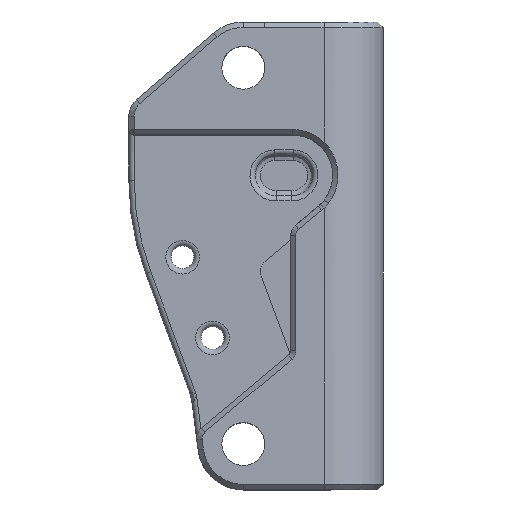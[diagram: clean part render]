
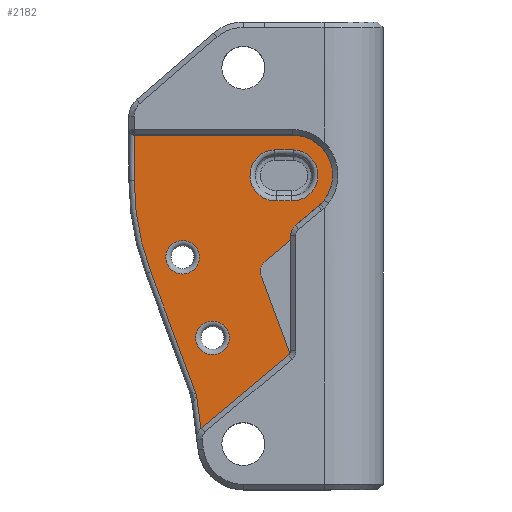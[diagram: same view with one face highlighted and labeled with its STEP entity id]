
A CAD part, top view. The second image highlights one B-rep face of the part: STEP entity #2182.
In plain terms, the highlighted planar face has unit normal (0, 0, 1).
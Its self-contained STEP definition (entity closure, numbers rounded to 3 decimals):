
#41=FACE_BOUND('',#290,.T.);
#42=FACE_BOUND('',#291,.T.);
#43=FACE_BOUND('',#292,.T.);
#57=PLANE('',#2347);
#156=FACE_OUTER_BOUND('',#289,.T.);
#289=EDGE_LOOP('',(#1558,#1559,#1560,#1561,#1562,#1563,#1564,#1565,#1566,
#1567,#1568,#1569,#1570,#1571,#1572,#1573));
#290=EDGE_LOOP('',(#1574));
#291=EDGE_LOOP('',(#1575,#1576,#1577,#1578));
#292=EDGE_LOOP('',(#1579));
#417=CIRCLE('',#2348,1.);
#418=CIRCLE('',#2349,0.4);
#419=CIRCLE('',#2350,1.);
#420=CIRCLE('',#2351,1.);
#421=CIRCLE('',#2352,3.);
#422=CIRCLE('',#2353,19.6);
#423=CIRCLE('',#2354,1.25);
#424=CIRCLE('',#2355,13.95);
#425=CIRCLE('',#2356,1.9);
#426=CIRCLE('',#2357,10.15);
#427=CIRCLE('',#2358,1.9);
#428=CIRCLE('',#2359,1.25);
#599=LINE('',#4358,#757);
#600=LINE('',#4363,#758);
#607=LINE('',#4388,#765);
#608=LINE('',#4393,#766);
#609=LINE('',#4397,#767);
#610=LINE('',#4401,#768);
#611=LINE('',#4403,#769);
#612=LINE('',#4407,#770);
#613=LINE('',#4411,#771);
#614=LINE('',#4413,#772);
#757=VECTOR('',#2630,10.);
#758=VECTOR('',#2637,10.);
#765=VECTOR('',#2652,10.);
#766=VECTOR('',#2657,10.);
#767=VECTOR('',#2660,10.);
#768=VECTOR('',#2663,10.);
#769=VECTOR('',#2664,10.);
#770=VECTOR('',#2667,10.);
#771=VECTOR('',#2670,10.);
#772=VECTOR('',#2671,10.);
#956=VERTEX_POINT('',#4321);
#959=VERTEX_POINT('',#4357);
#960=VERTEX_POINT('',#4361);
#966=VERTEX_POINT('',#4379);
#967=VERTEX_POINT('',#4390);
#968=VERTEX_POINT('',#4392);
#969=VERTEX_POINT('',#4394);
#970=VERTEX_POINT('',#4396);
#971=VERTEX_POINT('',#4398);
#972=VERTEX_POINT('',#4400);
#973=VERTEX_POINT('',#4402);
#974=VERTEX_POINT('',#4404);
#975=VERTEX_POINT('',#4406);
#976=VERTEX_POINT('',#4408);
#977=VERTEX_POINT('',#4410);
#978=VERTEX_POINT('',#4412);
#979=VERTEX_POINT('',#4415);
#980=VERTEX_POINT('',#4417);
#981=VERTEX_POINT('',#4418);
#982=VERTEX_POINT('',#4420);
#983=VERTEX_POINT('',#4422);
#984=VERTEX_POINT('',#4425);
#1183=EDGE_CURVE('',#959,#956,#599,.T.);
#1186=EDGE_CURVE('',#960,#956,#600,.T.);
#1195=EDGE_CURVE('',#966,#960,#607,.T.);
#1196=EDGE_CURVE('',#967,#966,#417,.F.);
#1197=EDGE_CURVE('',#968,#967,#608,.T.);
#1198=EDGE_CURVE('',#968,#969,#418,.T.);
#1199=EDGE_CURVE('',#969,#970,#609,.T.);
#1200=EDGE_CURVE('',#971,#970,#419,.F.);
#1201=EDGE_CURVE('',#972,#971,#610,.T.);
#1202=EDGE_CURVE('',#972,#973,#611,.T.);
#1203=EDGE_CURVE('',#974,#973,#420,.F.);
#1204=EDGE_CURVE('',#975,#974,#612,.T.);
#1205=EDGE_CURVE('',#975,#976,#421,.T.);
#1206=EDGE_CURVE('',#976,#977,#613,.T.);
#1207=EDGE_CURVE('',#978,#977,#614,.T.);
#1208=EDGE_CURVE('',#959,#978,#422,.T.);
#1209=EDGE_CURVE('',#979,#979,#423,.T.);
#1210=EDGE_CURVE('',#980,#981,#424,.T.);
#1211=EDGE_CURVE('',#982,#980,#425,.T.);
#1212=EDGE_CURVE('',#983,#982,#426,.T.);
#1213=EDGE_CURVE('',#981,#983,#427,.T.);
#1214=EDGE_CURVE('',#984,#984,#428,.T.);
#1558=ORIENTED_EDGE('',*,*,#1183,.T.);
#1559=ORIENTED_EDGE('',*,*,#1186,.F.);
#1560=ORIENTED_EDGE('',*,*,#1195,.F.);
#1561=ORIENTED_EDGE('',*,*,#1196,.F.);
#1562=ORIENTED_EDGE('',*,*,#1197,.F.);
#1563=ORIENTED_EDGE('',*,*,#1198,.T.);
#1564=ORIENTED_EDGE('',*,*,#1199,.T.);
#1565=ORIENTED_EDGE('',*,*,#1200,.F.);
#1566=ORIENTED_EDGE('',*,*,#1201,.F.);
#1567=ORIENTED_EDGE('',*,*,#1202,.T.);
#1568=ORIENTED_EDGE('',*,*,#1203,.F.);
#1569=ORIENTED_EDGE('',*,*,#1204,.F.);
#1570=ORIENTED_EDGE('',*,*,#1205,.T.);
#1571=ORIENTED_EDGE('',*,*,#1206,.T.);
#1572=ORIENTED_EDGE('',*,*,#1207,.F.);
#1573=ORIENTED_EDGE('',*,*,#1208,.F.);
#1574=ORIENTED_EDGE('',*,*,#1209,.F.);
#1575=ORIENTED_EDGE('',*,*,#1210,.F.);
#1576=ORIENTED_EDGE('',*,*,#1211,.F.);
#1577=ORIENTED_EDGE('',*,*,#1212,.F.);
#1578=ORIENTED_EDGE('',*,*,#1213,.F.);
#1579=ORIENTED_EDGE('',*,*,#1214,.F.);
#2182=ADVANCED_FACE('',(#156,#41,#42,#43),#57,.T.);
#2347=AXIS2_PLACEMENT_3D('',#4389,#2653,#2654);
#2348=AXIS2_PLACEMENT_3D('',#4391,#2655,#2656);
#2349=AXIS2_PLACEMENT_3D('',#4395,#2658,#2659);
#2350=AXIS2_PLACEMENT_3D('',#4399,#2661,#2662);
#2351=AXIS2_PLACEMENT_3D('',#4405,#2665,#2666);
#2352=AXIS2_PLACEMENT_3D('',#4409,#2668,#2669);
#2353=AXIS2_PLACEMENT_3D('',#4414,#2672,#2673);
#2354=AXIS2_PLACEMENT_3D('',#4416,#2674,#2675);
#2355=AXIS2_PLACEMENT_3D('',#4419,#2676,#2677);
#2356=AXIS2_PLACEMENT_3D('',#4421,#2678,#2679);
#2357=AXIS2_PLACEMENT_3D('',#4423,#2680,#2681);
#2358=AXIS2_PLACEMENT_3D('',#4424,#2682,#2683);
#2359=AXIS2_PLACEMENT_3D('',#4426,#2684,#2685);
#2630=DIRECTION('',(0.348,-0.937,0.));
#2637=DIRECTION('',(-0.124,0.992,0.));
#2652=DIRECTION('',(-0.124,0.992,0.));
#2653=DIRECTION('center_axis',(0.,0.,1.));
#2654=DIRECTION('ref_axis',(1.,0.,0.));
#2655=DIRECTION('center_axis',(0.,0.,-1.));
#2656=DIRECTION('ref_axis',(-0.931,0.365,0.));
#2657=DIRECTION('',(-0.766,-0.643,0.));
#2658=DIRECTION('center_axis',(0.,0.,1.));
#2659=DIRECTION('ref_axis',(0.821,-0.571,0.));
#2660=DIRECTION('',(-0.348,0.937,0.));
#2661=DIRECTION('center_axis',(0.,0.,-1.));
#2662=DIRECTION('ref_axis',(-0.967,0.256,0.));
#2663=DIRECTION('',(-0.766,-0.643,0.));
#2664=DIRECTION('',(0.,1.,0.));
#2665=DIRECTION('center_axis',(0.,0.,-1.));
#2666=DIRECTION('ref_axis',(-0.906,0.423,0.));
#2667=DIRECTION('',(-0.766,-0.643,0.));
#2668=DIRECTION('center_axis',(0.,0.,1.));
#2669=DIRECTION('ref_axis',(-1.,0.,0.));
#2670=DIRECTION('',(-1.,0.,0.));
#2671=DIRECTION('',(0.,1.,0.));
#2672=DIRECTION('center_axis',(0.,0.,-1.));
#2673=DIRECTION('ref_axis',(-0.984,-0.177,0.));
#2674=DIRECTION('center_axis',(0.,0.,1.));
#2675=DIRECTION('ref_axis',(-1.,0.,0.));
#2676=DIRECTION('center_axis',(0.,0.,1.));
#2677=DIRECTION('ref_axis',(0.,1.,0.));
#2678=DIRECTION('center_axis',(0.,0.,1.));
#2679=DIRECTION('ref_axis',(0.999,-0.052,0.));
#2680=DIRECTION('center_axis',(0.,0.,-1.));
#2681=DIRECTION('ref_axis',(0.,1.,0.));
#2682=DIRECTION('center_axis',(0.,0.,1.));
#2683=DIRECTION('ref_axis',(-0.999,-0.052,0.));
#2684=DIRECTION('center_axis',(0.,0.,1.));
#2685=DIRECTION('ref_axis',(-1.,0.,0.));
#4321=CARTESIAN_POINT('',(-10.879,-16.368,0.));
#4357=CARTESIAN_POINT('',(-14.293,-7.176,0.));
#4358=CARTESIAN_POINT('',(-12.026,-13.28,0.));
#4361=CARTESIAN_POINT('',(-10.873,-16.414,0.));
#4363=CARTESIAN_POINT('',(-11.233,-13.539,0.));
#4379=CARTESIAN_POINT('',(-10.567,-18.857,0.));
#4388=CARTESIAN_POINT('',(-11.233,-13.539,0.));
#4389=CARTESIAN_POINT('Origin',(-6.46,-6.,0.));
#4390=CARTESIAN_POINT('',(-10.515,-18.81,0.));
#4391=CARTESIAN_POINT('Origin',(-9.872,-19.576,0.));
#4392=CARTESIAN_POINT('',(-4.037,-13.374,0.));
#4393=CARTESIAN_POINT('',(-10.932,-19.16,0.));
#4394=CARTESIAN_POINT('',(-3.933,-13.241,0.));
#4395=CARTESIAN_POINT('Origin',(-4.294,-13.068,0.));
#4396=CARTESIAN_POINT('',(-6.065,-7.501,0.));
#4397=CARTESIAN_POINT('',(-6.641,-5.95,0.));
#4398=CARTESIAN_POINT('',(-5.77,-6.387,0.));
#4399=CARTESIAN_POINT('Origin',(-5.128,-7.153,0.));
#4400=CARTESIAN_POINT('',(-3.894,-4.812,0.));
#4401=CARTESIAN_POINT('',(-3.894,-4.812,0.));
#4402=CARTESIAN_POINT('',(-3.894,-4.503,0.));
#4403=CARTESIAN_POINT('',(-3.894,-4.498,0.));
#4404=CARTESIAN_POINT('',(-3.536,-3.737,0.));
#4405=CARTESIAN_POINT('Origin',(-2.894,-4.503,0.));
#4406=CARTESIAN_POINT('',(-1.822,-2.298,0.));
#4407=CARTESIAN_POINT('',(-3.894,-4.037,0.));
#4408=CARTESIAN_POINT('',(-3.75,3.,0.));
#4409=CARTESIAN_POINT('Origin',(-3.75,0.,0.));
#4410=CARTESIAN_POINT('',(-15.52,3.,0.));
#4411=CARTESIAN_POINT('',(-11.19,3.,0.));
#4412=CARTESIAN_POINT('',(-15.52,-0.351,0.));
#4413=CARTESIAN_POINT('',(-15.52,-4.973,0.));
#4414=CARTESIAN_POINT('Origin',(4.08,-0.351,0.));
#4415=CARTESIAN_POINT('',(-8.445,-12.088,0.));
#4416=CARTESIAN_POINT('Origin',(-9.695,-12.088,0.));
#4417=CARTESIAN_POINT('',(-3.65,1.897,0.));
#4418=CARTESIAN_POINT('',(-5.111,1.897,0.));
#4419=CARTESIAN_POINT('Origin',(-4.381,-12.034,0.));
#4420=CARTESIAN_POINT('',(-3.85,-1.897,0.));
#4421=CARTESIAN_POINT('Origin',(-3.75,0.,0.));
#4422=CARTESIAN_POINT('',(-4.912,-1.897,0.));
#4423=CARTESIAN_POINT('Origin',(-4.381,-12.034,0.));
#4424=CARTESIAN_POINT('Origin',(-5.011,0.,0.));
#4425=CARTESIAN_POINT('',(-13.174,-6.088,0.));
#4426=CARTESIAN_POINT('Origin',(-11.924,-6.088,0.));
